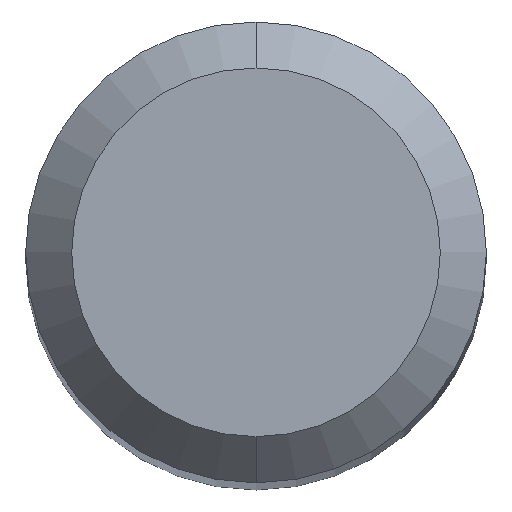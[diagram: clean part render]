
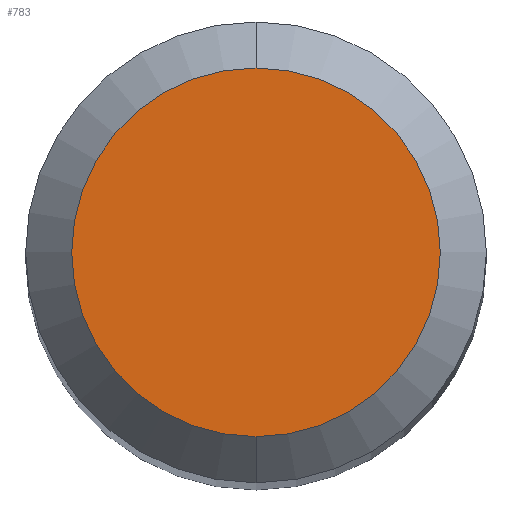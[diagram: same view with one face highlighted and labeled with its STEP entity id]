
A CAD part, top view. The second image highlights one B-rep face of the part: STEP entity #783.
In plain terms, the highlighted planar face has unit normal (0, 0, 1).
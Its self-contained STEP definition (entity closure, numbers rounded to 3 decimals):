
#349=VERTEX_POINT('',#961);
#369=EDGE_CURVE('',#349,#827,#983,.T.);
#575=EDGE_CURVE('',#827,#349,#1205,.T.);
#783=ADVANCED_FACE('',(#1437),#1438,.T.);
#827=VERTEX_POINT('',#1484);
#961=CARTESIAN_POINT('',(0.0,1.2,0.0));
#983=CIRCLE('',#1680,1.2);
#1205=CIRCLE('',#2889,1.2);
#1437=FACE_OUTER_BOUND('',#4379,.T.);
#1438=PLANE('',#4380);
#1484=CARTESIAN_POINT('',(0.,-1.2,0.0));
#1680=AXIS2_PLACEMENT_3D('',#5207,#5208,#5209);
#2889=AXIS2_PLACEMENT_3D('',#5397,#5398,#5399);
#4379=EDGE_LOOP('',(#5691,#5692));
#4380=AXIS2_PLACEMENT_3D('',#5693,#5694,#5695);
#5207=CARTESIAN_POINT('',(0.0,0.0,0.0));
#5208=DIRECTION('',(0.0,0.0,-1.0));
#5209=DIRECTION('',(0.0,1.0,0.0));
#5397=CARTESIAN_POINT('',(0.0,0.0,0.0));
#5398=DIRECTION('',(0.0,0.0,-1.0));
#5399=DIRECTION('',(0.0,1.0,0.0));
#5691=ORIENTED_EDGE('',*,*,#369,.F.);
#5692=ORIENTED_EDGE('',*,*,#575,.F.);
#5693=CARTESIAN_POINT('',(0.0,0.6,0.0));
#5694=DIRECTION('',(-0.0,0.0,1.0));
#5695=DIRECTION('',(0.0,-1.0,0.0));
